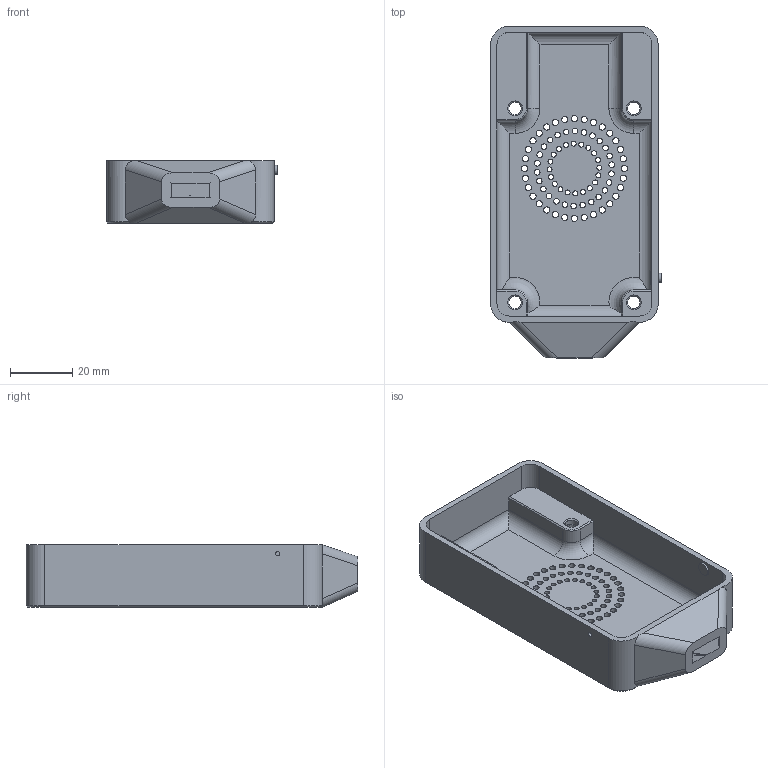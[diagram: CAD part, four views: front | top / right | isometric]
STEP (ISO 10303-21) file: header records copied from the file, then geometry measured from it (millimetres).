
FILE_DESCRIPTION(/* description */ (''),/* implementation_level */ '2;1');
FILE_NAME(/* name */ 'Pithy Screen Plus Mount C.step',/* time_stamp */ '2021-02-01T21:14:03+00:00',/* author */ (''),/* organization */ (''),/* preprocessor_version */ 'ST-DEVELOPER v18.1',/* originating_system */ 'Autodesk Translation Framework v9.7.0.1280',/* authorisation */ '');
FILE_SCHEMA (('AUTOMOTIVE_DESIGN { 1 0 10303 214 3 1 1 }'));
Length unit declared in the file: millimetre
Products named in the file (2): Pithy Screen Plus Mount C; Secret Switch
Assembly tree (1 placements, depth 2):
  Pithy Screen Plus Mount C
    Secret Switch
Bounding box: 54.72 x 106.47 x 20 mm (x, y, z)
Volume: 28144.1 mm3; surface area: 22610.9 mm2
Topology: 2 solids, 2 shells, 199 faces, 533 edges, 340 vertices
Faces by surface type: cylinder 115, plane 58, cone 20, torus 4, bspline 2
Full cylindrical faces by diameter (mm): 1.4 x1, 1.6 x20, 1.8 x26, 2 x32, 2.9 x1, 3.3 x1, 4 x5, 4.4 x1, 6 x4
Entity records: 6771 total; most frequent: CARTESIAN_POINT 1211, DIRECTION 1165, ORIENTED_EDGE 1066, EDGE_CURVE 533, AXIS2_PLACEMENT_3D 450, EDGE_LOOP 371, VERTEX_POINT 340, LINE 265
